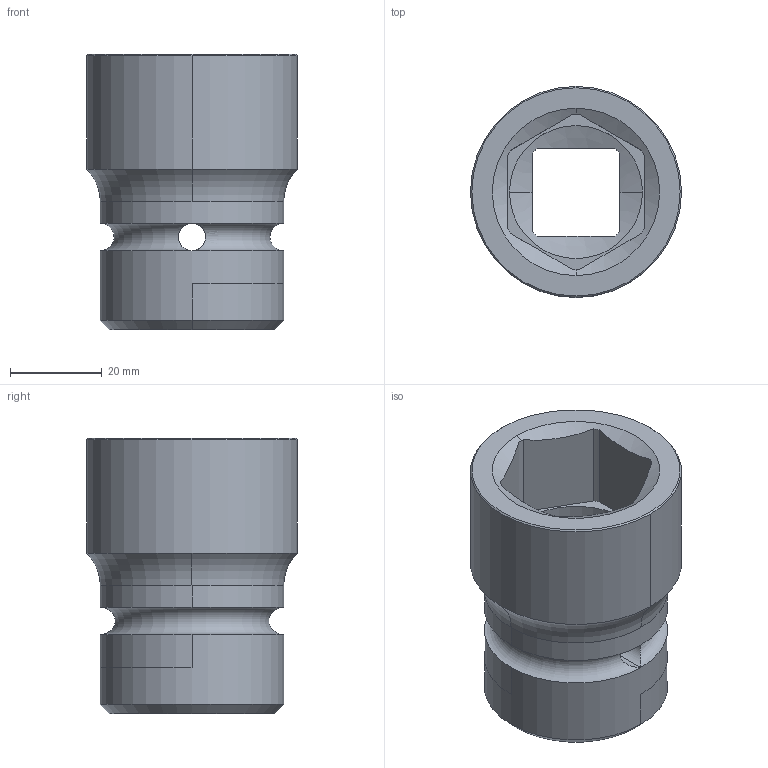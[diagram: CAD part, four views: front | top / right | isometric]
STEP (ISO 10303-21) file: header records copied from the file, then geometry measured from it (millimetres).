
FILE_DESCRIPTION((''),'2;1');
FILE_NAME('4026443000','2023-09-11T13:28:13',('a00565553'),(''),'CREO PARAMETRIC BY PTC INC, 2022414','CREO PARAMETRIC BY PTC INC, 2022414','');
FILE_SCHEMA(('CONFIG_CONTROL_DESIGN','GEOMETRIC_VALIDATION_PROPERTIES_MIM'));
Length unit declared in the file: millimetre
Products named in the file (1): 4026443000
Bounding box: 46 x 46 x 60 mm (x, y, z)
Volume: 50263.8 mm3; surface area: 15559.8 mm2
Topology: 1 solids, 1 shells, 57 faces, 156 edges, 100 vertices
Faces by surface type: cylinder 26, cone 14, plane 13, torus 4
Entity records: 2159 total; most frequent: CARTESIAN_POINT 578, DIRECTION 312, ORIENTED_EDGE 312, EDGE_CURVE 156, AXIS2_PLACEMENT_3D 127, VERTEX_POINT 100, CIRCLE 70, EDGE_LOOP 62
